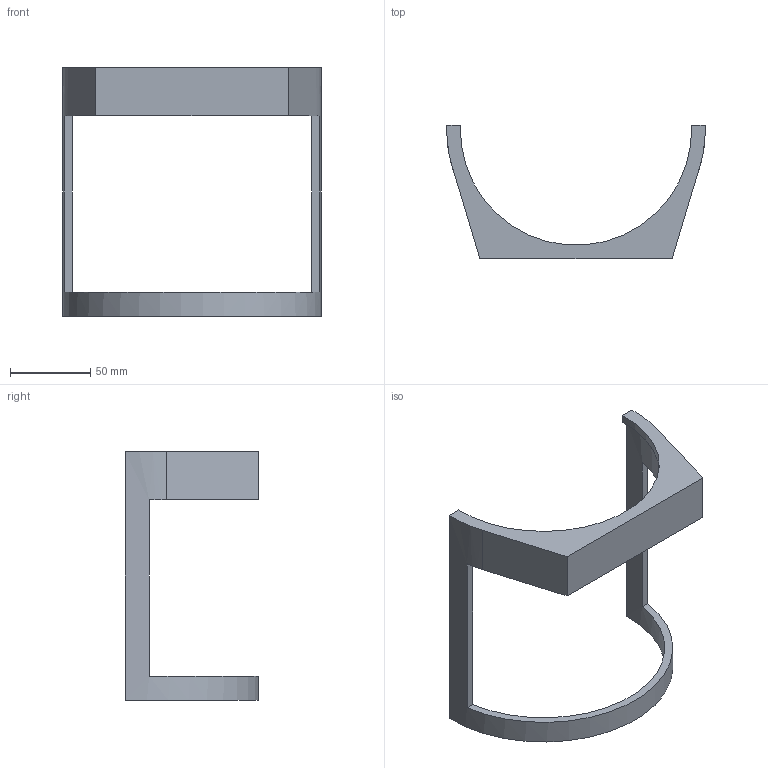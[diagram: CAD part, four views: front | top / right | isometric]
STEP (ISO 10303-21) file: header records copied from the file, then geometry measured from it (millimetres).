
FILE_DESCRIPTION(/* description */ (''),/* implementation_level */ '2;1');
FILE_NAME(/* name */ 'MK2_EU_port-A-cutting-jig.stp',/* time_stamp */ '2024-07-27T20:51:08+02:00',/* author */ ('admin'),/* organization */ (''),/* preprocessor_version */ 'ST-DEVELOPER v18.1',/* originating_system */ 'Autodesk Inventor 2021',/* authorisation */ '');
FILE_SCHEMA (('AUTOMOTIVE_DESIGN { 1 0 10303 214 3 1 1 }'));
Length unit declared in the file: millimetre
Products named in the file (1): MK2_port-A-cutting-jig
Bounding box: 161.28 x 83.5 x 155 mm (x, y, z)
Volume: 117960.1 mm3; surface area: 41992.7 mm2
Topology: 1 solids, 1 shells, 15 faces, 42 edges, 28 vertices
Faces by surface type: plane 12, cylinder 3
Entity records: 533 total; most frequent: DIRECTION 86, CARTESIAN_POINT 86, ORIENTED_EDGE 84, EDGE_CURVE 42, LINE 30, VECTOR 30, VERTEX_POINT 28, AXIS2_PLACEMENT_3D 28
